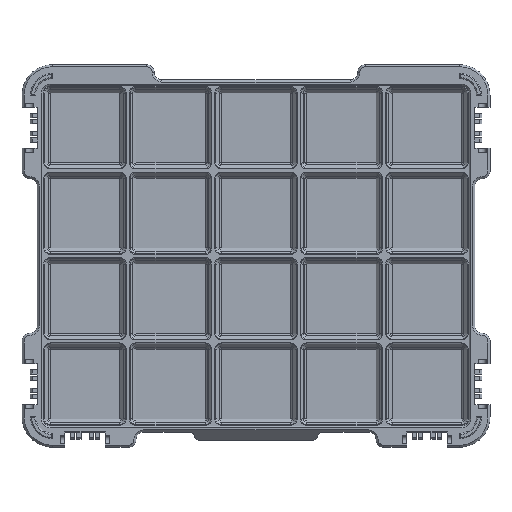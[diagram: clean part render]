
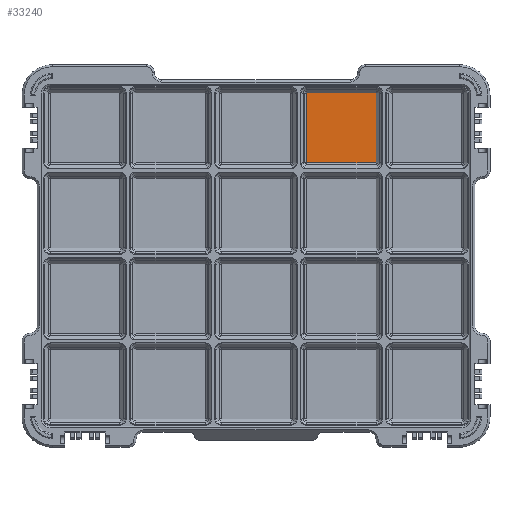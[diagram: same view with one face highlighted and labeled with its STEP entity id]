
A CAD part, top view. The second image highlights one B-rep face of the part: STEP entity #33240.
In plain terms, the highlighted planar face has unit normal (0, 0, 1).
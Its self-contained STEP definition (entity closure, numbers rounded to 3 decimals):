
#923=CIRCLE('',#35594,0.15);
#925=CIRCLE('',#35598,0.15);
#927=CIRCLE('',#35602,0.15);
#929=CIRCLE('',#35606,0.15);
#2922=FACE_OUTER_BOUND('',#5068,.T.);
#5068=EDGE_LOOP('',(#24428,#24429,#24430,#24431,#24432,#24433,#24434,#24435));
#7852=LINE('',#52405,#11430);
#7856=LINE('',#52417,#11434);
#7860=LINE('',#52429,#11438);
#7864=LINE('',#52441,#11442);
#11430=VECTOR('',#40855,10.);
#11434=VECTOR('',#40867,10.);
#11438=VECTOR('',#40879,10.);
#11442=VECTOR('',#40891,10.);
#14859=VERTEX_POINT('',#52398);
#14862=VERTEX_POINT('',#52403);
#14863=VERTEX_POINT('',#52407);
#14865=VERTEX_POINT('',#52413);
#14867=VERTEX_POINT('',#52419);
#14869=VERTEX_POINT('',#52425);
#14871=VERTEX_POINT('',#52431);
#14873=VERTEX_POINT('',#52437);
#18236=EDGE_CURVE('',#14862,#14859,#7852,.T.);
#18239=EDGE_CURVE('',#14859,#14863,#923,.T.);
#18242=EDGE_CURVE('',#14863,#14865,#7856,.T.);
#18245=EDGE_CURVE('',#14865,#14867,#925,.T.);
#18248=EDGE_CURVE('',#14867,#14869,#7860,.T.);
#18251=EDGE_CURVE('',#14869,#14871,#927,.T.);
#18254=EDGE_CURVE('',#14871,#14873,#7864,.T.);
#18256=EDGE_CURVE('',#14873,#14862,#929,.T.);
#24428=ORIENTED_EDGE('',*,*,#18236,.F.);
#24429=ORIENTED_EDGE('',*,*,#18256,.F.);
#24430=ORIENTED_EDGE('',*,*,#18254,.F.);
#24431=ORIENTED_EDGE('',*,*,#18251,.F.);
#24432=ORIENTED_EDGE('',*,*,#18248,.F.);
#24433=ORIENTED_EDGE('',*,*,#18245,.F.);
#24434=ORIENTED_EDGE('',*,*,#18242,.F.);
#24435=ORIENTED_EDGE('',*,*,#18239,.F.);
#31888=PLANE('',#35613);
#33240=ADVANCED_FACE('',(#2922),#31888,.F.);
#35594=AXIS2_PLACEMENT_3D('',#52411,#40861,#40862);
#35598=AXIS2_PLACEMENT_3D('',#52423,#40873,#40874);
#35602=AXIS2_PLACEMENT_3D('',#52435,#40885,#40886);
#35606=AXIS2_PLACEMENT_3D('',#52444,#40896,#40897);
#35613=AXIS2_PLACEMENT_3D('',#52463,#40917,#40918);
#40855=DIRECTION('',(0.,1.,0.));
#40861=DIRECTION('center_axis',(0.,0.,-1.));
#40862=DIRECTION('ref_axis',(-1.,0.,0.));
#40867=DIRECTION('',(1.,0.,0.));
#40873=DIRECTION('center_axis',(0.,0.,-1.));
#40874=DIRECTION('ref_axis',(0.,1.,0.));
#40879=DIRECTION('',(0.,-1.,0.));
#40885=DIRECTION('center_axis',(0.,0.,-1.));
#40886=DIRECTION('ref_axis',(1.,0.,0.));
#40891=DIRECTION('',(-1.,0.,0.));
#40896=DIRECTION('center_axis',(0.,0.,-1.));
#40897=DIRECTION('ref_axis',(0.,-1.,0.));
#40917=DIRECTION('center_axis',(0.,0.,-1.));
#40918=DIRECTION('ref_axis',(-1.,0.,0.));
#52398=CARTESIAN_POINT('',(24.85,101.,44.2));
#52403=CARTESIAN_POINT('',(24.85,67.,44.2));
#52405=CARTESIAN_POINT('',(24.85,75.5,44.2));
#52407=CARTESIAN_POINT('',(25.,101.15,44.2));
#52411=CARTESIAN_POINT('Origin',(25.,101.,44.2));
#52413=CARTESIAN_POINT('',(59.,101.15,44.2));
#52417=CARTESIAN_POINT('',(33.5,101.15,44.2));
#52419=CARTESIAN_POINT('',(59.15,101.,44.2));
#52423=CARTESIAN_POINT('Origin',(59.,101.,44.2));
#52425=CARTESIAN_POINT('',(59.15,67.,44.2));
#52429=CARTESIAN_POINT('',(59.15,84.,44.2));
#52431=CARTESIAN_POINT('',(59.,66.85,44.2));
#52435=CARTESIAN_POINT('Origin',(59.,67.,44.2));
#52437=CARTESIAN_POINT('',(25.,66.85,44.2));
#52441=CARTESIAN_POINT('',(50.5,66.85,44.2));
#52444=CARTESIAN_POINT('Origin',(25.,67.,44.2));
#52463=CARTESIAN_POINT('Origin',(42.,84.,44.2));
